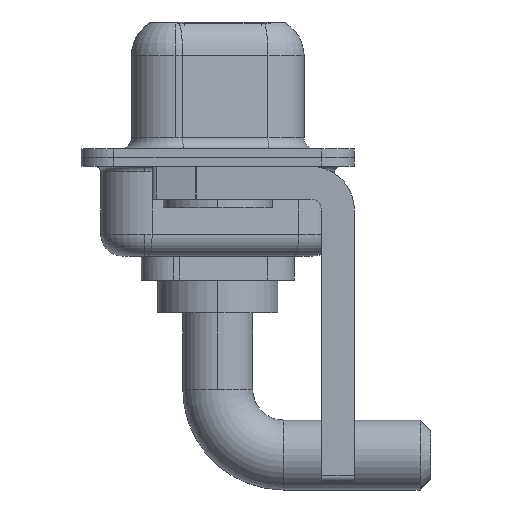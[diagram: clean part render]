
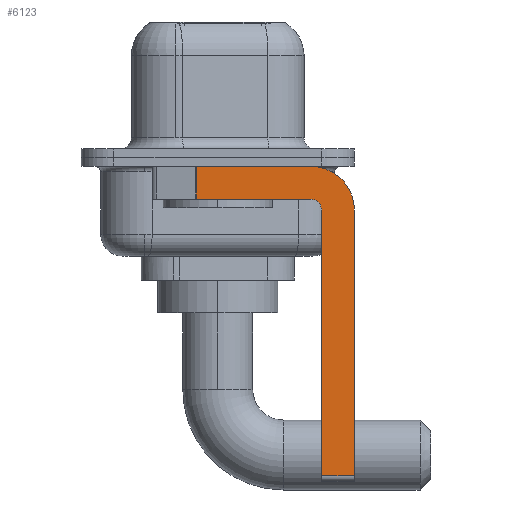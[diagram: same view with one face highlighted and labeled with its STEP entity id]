
A CAD part, left-side view. The second image highlights one B-rep face of the part: STEP entity #6123.
In plain terms, the highlighted planar face has unit normal (-1, 0, 0).
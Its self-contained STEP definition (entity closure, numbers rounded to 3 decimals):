
#343 = CARTESIAN_POINT ( 'NONE',  ( -2.9, -4.25, -1.9 ) ) ;
#430 = ORIENTED_EDGE ( 'NONE', *, *, #6768, .F. ) ;
#452 = DIRECTION ( 'NONE',  ( 0., 0., 1. ) ) ;
#460 = VECTOR ( 'NONE', #2615, 1000. ) ;
#479 = VERTEX_POINT ( 'NONE', #864 ) ;
#484 = CARTESIAN_POINT ( 'NONE',  ( -2.9, -4.75, -14.55 ) ) ;
#864 = CARTESIAN_POINT ( 'NONE',  ( -2.9, 0.978, -1.9 ) ) ;
#1098 = EDGE_CURVE ( 'NONE', #5469, #11813, #6337, .T. ) ;
#1553 = CARTESIAN_POINT ( 'NONE',  ( -2.9, 0.978, -1.9 ) ) ;
#1573 = CARTESIAN_POINT ( 'NONE',  ( -2.9, 0.978, -0.4 ) ) ;
#1686 = LINE ( 'NONE', #8756, #7122 ) ;
#2009 = CARTESIAN_POINT ( 'NONE',  ( -2.9, -4.25, -2.4 ) ) ;
#2320 = VERTEX_POINT ( 'NONE', #10322 ) ;
#2336 = VECTOR ( 'NONE', #4024, 1000. ) ;
#2557 = CARTESIAN_POINT ( 'NONE',  ( -2.9, -4.25, -1.9 ) ) ;
#2615 = DIRECTION ( 'NONE',  ( 0., 0., -1. ) ) ;
#2692 = CARTESIAN_POINT ( 'NONE',  ( -2.9, 3., -0.4 ) ) ;
#2747 = EDGE_CURVE ( 'NONE', #8411, #7694, #1686, .T. ) ;
#2987 = AXIS2_PLACEMENT_3D ( 'NONE', #8190, #10300, #5116 ) ;
#3000 = PLANE ( 'NONE',  #11197 ) ;
#3302 = EDGE_CURVE ( 'NONE', #2320, #5469, #12122, .T. ) ;
#3316 = EDGE_CURVE ( 'NONE', #13072, #479, #10643, .T. ) ;
#3527 = EDGE_CURVE ( 'NONE', #7694, #7382, #5951, .T. ) ;
#3850 = EDGE_CURVE ( 'NONE', #8411, #11813, #5021, .T. ) ;
#3944 = CARTESIAN_POINT ( 'NONE',  ( -2.9, -4.75, -2.4 ) ) ;
#4024 = DIRECTION ( 'NONE',  ( 0., 0., -1. ) ) ;
#4249 = EDGE_CURVE ( 'NONE', #13072, #2320, #4751, .T. ) ;
#4312 = ORIENTED_EDGE ( 'NONE', *, *, #4249, .F. ) ;
#4492 = ORIENTED_EDGE ( 'NONE', *, *, #1098, .F. ) ;
#4751 = LINE ( 'NONE', #2692, #12237 ) ;
#5021 = LINE ( 'NONE', #8958, #13034 ) ;
#5116 = DIRECTION ( 'NONE',  ( 0., 0., 1. ) ) ;
#5370 = CARTESIAN_POINT ( 'NONE',  ( -2.9, -6.25, -14.55 ) ) ;
#5469 = VERTEX_POINT ( 'NONE', #6632 ) ;
#5936 = ORIENTED_EDGE ( 'NONE', *, *, #3850, .T. ) ;
#5951 = CIRCLE ( 'NONE', #2987, 0.5 ) ;
#6123 = ADVANCED_FACE ( 'NONE', ( #6993 ), #3000, .F. ) ;
#6208 = CARTESIAN_POINT ( 'NONE',  ( -2.9, -6.25, -2.4 ) ) ;
#6337 = LINE ( 'NONE', #6208, #2336 ) ;
#6543 = DIRECTION ( 'NONE',  ( 0., -1., 0. ) ) ;
#6632 = CARTESIAN_POINT ( 'NONE',  ( -2.9, -6.25, -2.4 ) ) ;
#6768 = EDGE_CURVE ( 'NONE', #7382, #479, #9359, .T. ) ;
#6993 = FACE_OUTER_BOUND ( 'NONE', #12349, .T. ) ;
#7122 = VECTOR ( 'NONE', #452, 1000. ) ;
#7176 = DIRECTION ( 'NONE',  ( 0., 1., 0. ) ) ;
#7382 = VERTEX_POINT ( 'NONE', #2557 ) ;
#7627 = ORIENTED_EDGE ( 'NONE', *, *, #3302, .F. ) ;
#7694 = VERTEX_POINT ( 'NONE', #3944 ) ;
#7775 = ORIENTED_EDGE ( 'NONE', *, *, #3527, .F. ) ;
#8190 = CARTESIAN_POINT ( 'NONE',  ( -2.9, -4.25, -2.4 ) ) ;
#8411 = VERTEX_POINT ( 'NONE', #484 ) ;
#8671 = DIRECTION ( 'NONE',  ( 0., 0., -1. ) ) ;
#8756 = CARTESIAN_POINT ( 'NONE',  ( -2.9, -4.75, -14.8 ) ) ;
#8958 = CARTESIAN_POINT ( 'NONE',  ( -2.9, -4.25, -14.55 ) ) ;
#8988 = ORIENTED_EDGE ( 'NONE', *, *, #3316, .T. ) ;
#9063 = DIRECTION ( 'NONE',  ( 0., 0., -1. ) ) ;
#9359 = LINE ( 'NONE', #343, #10146 ) ;
#10146 = VECTOR ( 'NONE', #7176, 1000. ) ;
#10300 = DIRECTION ( 'NONE',  ( -1., 0., 0. ) ) ;
#10322 = CARTESIAN_POINT ( 'NONE',  ( -2.9, -4.25, -0.4 ) ) ;
#10575 = DIRECTION ( 'NONE',  ( 1., 0., 0. ) ) ;
#10643 = LINE ( 'NONE', #1553, #460 ) ;
#10889 = ORIENTED_EDGE ( 'NONE', *, *, #2747, .F. ) ;
#11197 = AXIS2_PLACEMENT_3D ( 'NONE', #2009, #12121, #9063 ) ;
#11445 = AXIS2_PLACEMENT_3D ( 'NONE', #11624, #10575, #8671 ) ;
#11624 = CARTESIAN_POINT ( 'NONE',  ( -2.9, -4.25, -2.4 ) ) ;
#11813 = VERTEX_POINT ( 'NONE', #5370 ) ;
#12121 = DIRECTION ( 'NONE',  ( 1., 0., 0. ) ) ;
#12122 = CIRCLE ( 'NONE', #11445, 2. ) ;
#12151 = DIRECTION ( 'NONE',  ( 0., -1., 0. ) ) ;
#12237 = VECTOR ( 'NONE', #6543, 1000. ) ;
#12349 = EDGE_LOOP ( 'NONE', ( #4312, #8988, #430, #7775, #10889, #5936, #4492, #7627 ) ) ;
#13034 = VECTOR ( 'NONE', #12151, 1000. ) ;
#13072 = VERTEX_POINT ( 'NONE', #1573 ) ;
